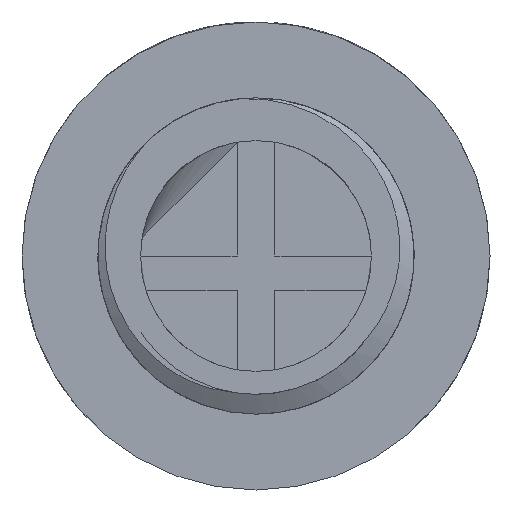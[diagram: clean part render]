
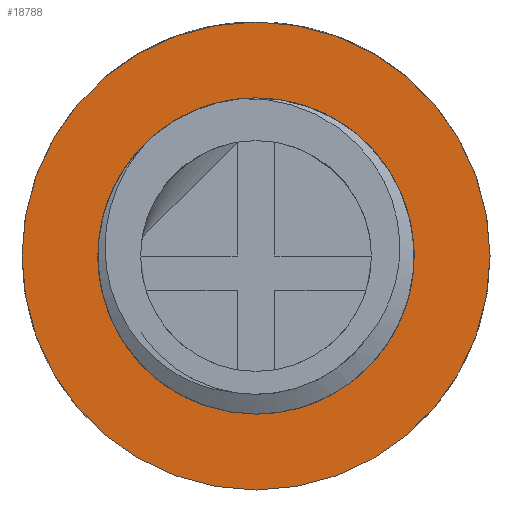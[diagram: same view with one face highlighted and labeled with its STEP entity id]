
A CAD part, front view. The second image highlights one B-rep face of the part: STEP entity #18788.
In plain terms, the highlighted planar face has unit normal (0, -1, 0).
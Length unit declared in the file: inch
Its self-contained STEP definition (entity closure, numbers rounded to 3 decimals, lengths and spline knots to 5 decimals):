
#26 = ORIENTED_EDGE ( 'NONE', *, *, #3640, .F. ) ;
#448 = VERTEX_POINT ( 'NONE', #17489 ) ;
#607 = DIRECTION ( 'NONE',  ( 0., -1., 0. ) ) ;
#773 = VERTEX_POINT ( 'NONE', #8163 ) ;
#1411 = DIRECTION ( 'NONE',  ( 0., 0., 1. ) ) ;
#1467 = DIRECTION ( 'NONE',  ( 0., -1., 0. ) ) ;
#2134 = EDGE_CURVE ( 'NONE', #7687, #448, #9774, .T. ) ;
#2180 = CIRCLE ( 'NONE', #15245, 0.25 ) ;
#2731 = DIRECTION ( 'NONE',  ( 0., 1., 0. ) ) ;
#2770 = EDGE_LOOP ( 'NONE', ( #8831, #10414 ) ) ;
#3091 = VERTEX_POINT ( 'NONE', #14188 ) ;
#3640 = EDGE_CURVE ( 'NONE', #3091, #7687, #7365, .T. ) ;
#4029 = CIRCLE ( 'NONE', #15690, 0.37 ) ;
#4332 = CARTESIAN_POINT ( 'NONE',  ( 0., 0., 0. ) ) ;
#4442 = ORIENTED_EDGE ( 'NONE', *, *, #15561, .F. ) ;
#4631 = EDGE_LOOP ( 'NONE', ( #26, #4442, #10972 ) ) ;
#5744 = VERTEX_POINT ( 'NONE', #11939 ) ;
#5825 = DIRECTION ( 'NONE',  ( 0., 0., 1. ) ) ;
#6491 = FACE_BOUND ( 'NONE', #4631, .T. ) ;
#6972 = CIRCLE ( 'NONE', #7932, 0.37 ) ;
#7365 = CIRCLE ( 'NONE', #15328, 0.25 ) ;
#7380 = CARTESIAN_POINT ( 'NONE',  ( 0., 0., 0. ) ) ;
#7513 = AXIS2_PLACEMENT_3D ( 'NONE', #7380, #10395, #1411 ) ;
#7687 = VERTEX_POINT ( 'NONE', #14868 ) ;
#7932 = AXIS2_PLACEMENT_3D ( 'NONE', #4332, #14815, #5825 ) ;
#8163 = CARTESIAN_POINT ( 'NONE',  ( 0., 0., 0.37 ) ) ;
#8754 = DIRECTION ( 'NONE',  ( 0., -1., 0. ) ) ;
#8831 = ORIENTED_EDGE ( 'NONE', *, *, #13091, .F. ) ;
#9612 = CARTESIAN_POINT ( 'NONE',  ( 0., 0., 0. ) ) ;
#9774 = CIRCLE ( 'NONE', #17939, 0.25 ) ;
#10385 = EDGE_CURVE ( 'NONE', #773, #5744, #4029, .T. ) ;
#10395 = DIRECTION ( 'NONE',  ( 0., 1., 0. ) ) ;
#10414 = ORIENTED_EDGE ( 'NONE', *, *, #10385, .F. ) ;
#10452 = CARTESIAN_POINT ( 'NONE',  ( 0., 0., 0. ) ) ;
#10972 = ORIENTED_EDGE ( 'NONE', *, *, #2134, .F. ) ;
#11122 = DIRECTION ( 'NONE',  ( 0., 0., 1. ) ) ;
#11708 = CARTESIAN_POINT ( 'NONE',  ( 0., 0., 0. ) ) ;
#11939 = CARTESIAN_POINT ( 'NONE',  ( 0., 0., -0.37 ) ) ;
#11951 = DIRECTION ( 'NONE',  ( 0., 0., 1. ) ) ;
#13091 = EDGE_CURVE ( 'NONE', #5744, #773, #6972, .T. ) ;
#13220 = DIRECTION ( 'NONE',  ( 0., 0., 1. ) ) ;
#14188 = CARTESIAN_POINT ( 'NONE',  ( -0.25, 0., 0. ) ) ;
#14815 = DIRECTION ( 'NONE',  ( 0., 1., 0. ) ) ;
#14868 = CARTESIAN_POINT ( 'NONE',  ( 0.12629, 0., 0.21576 ) ) ;
#15245 = AXIS2_PLACEMENT_3D ( 'NONE', #9612, #607, #11122 ) ;
#15328 = AXIS2_PLACEMENT_3D ( 'NONE', #10452, #1467, #11951 ) ;
#15561 = EDGE_CURVE ( 'NONE', #448, #3091, #2180, .T. ) ;
#15690 = AXIS2_PLACEMENT_3D ( 'NONE', #11708, #2731, #13220 ) ;
#17489 = CARTESIAN_POINT ( 'NONE',  ( 0., 0., 0.25 ) ) ;
#17743 = CARTESIAN_POINT ( 'NONE',  ( 0., 0., 0. ) ) ;
#17939 = AXIS2_PLACEMENT_3D ( 'NONE', #17743, #8754, #19243 ) ;
#17989 = FACE_OUTER_BOUND ( 'NONE', #2770, .T. ) ;
#18788 = ADVANCED_FACE ( 'NONE', ( #17989, #6491 ), #19382, .F. ) ;
#19243 = DIRECTION ( 'NONE',  ( 0., 0., 1. ) ) ;
#19382 = PLANE ( 'NONE',  #7513 ) ;
